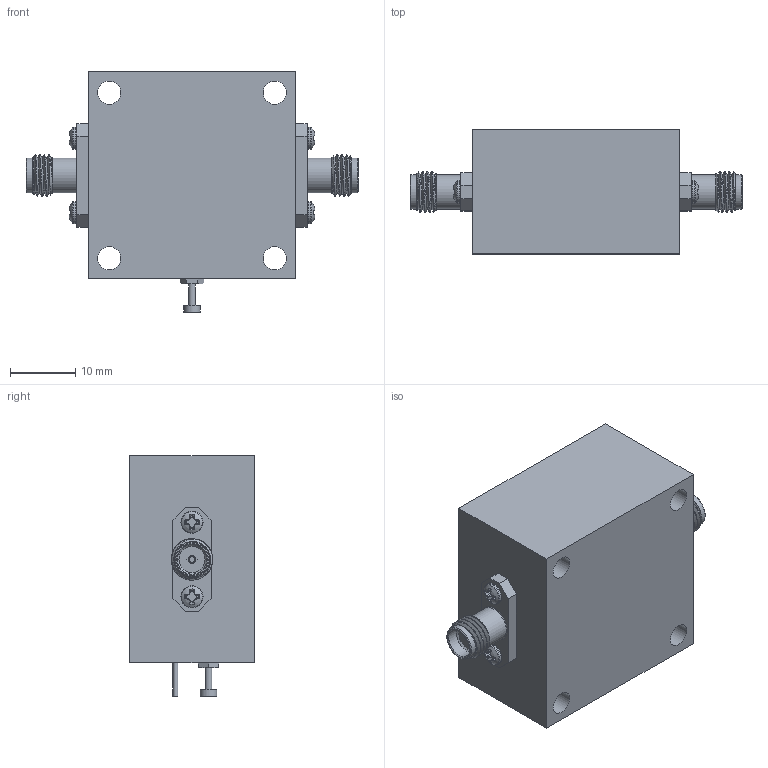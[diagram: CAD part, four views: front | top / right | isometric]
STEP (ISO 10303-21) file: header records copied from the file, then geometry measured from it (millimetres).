
FILE_DESCRIPTION (( 'STEP AP203' ), '1' );
FILE_NAME ('SB6000A_3D.step', '2022-08-02T21:24:03', ( '' ), ( '' ), 'SwSTEP 2.0', 'SolidWorks 2021', '' );
FILE_SCHEMA (( 'CONFIG_CONTROL_DESIGN' ));
Length unit declared in the file: inch
Products named in the file (1): SB6000A_3D
Bounding box: 50.9 x 19.05 x 36.83 mm (x, y, z)
Volume: 19025.9 mm3; surface area: 6105.3 mm2
Topology: 1 solids, 9 shells, 341 faces, 854 edges, 559 vertices
Faces by surface type: plane 160, cylinder 117, cone 36, bspline 14, torus 10, sphere 4
Full cylindrical faces by diameter (mm): 0.762 x1, 0.914 x4, 1.016 x1, 1.168 x2, 1.385 x1, 1.854 x4, 2.192 x2, 2.286 x1, 2.54 x1, 3.393 x4, 3.556 x4, 4.521 x2, 5.08 x2, 5.334 x4, 26.854 x1, 29.21 x1
Entity records: 17731 total; most frequent: CARTESIAN_POINT 10204, ORIENTED_EDGE 1576, DIRECTION 1432, EDGE_CURVE 788, AXIS2_PLACEMENT_3D 564, VERTEX_POINT 548, EDGE_LOOP 436, FACE_OUTER_BOUND 386
